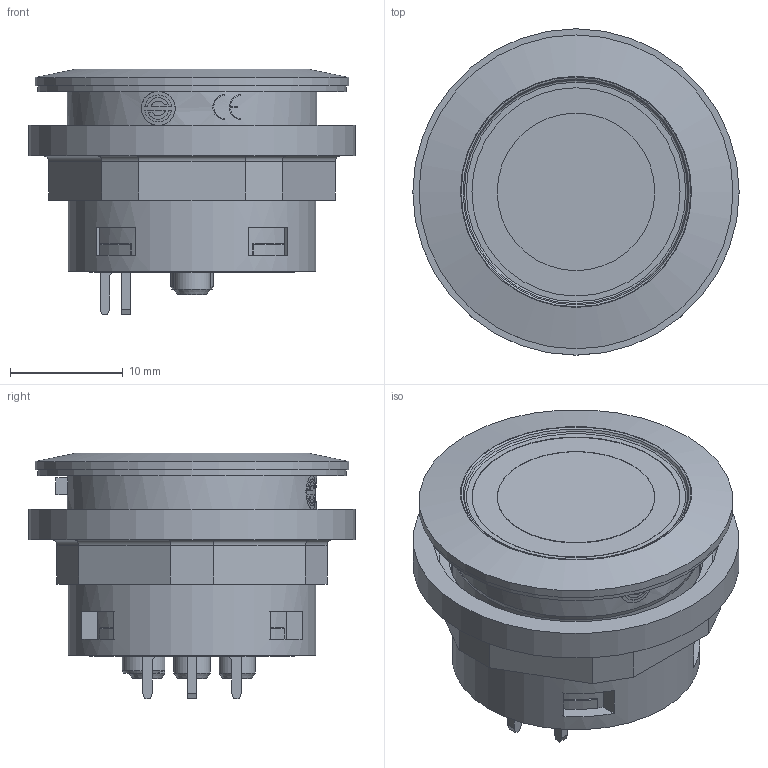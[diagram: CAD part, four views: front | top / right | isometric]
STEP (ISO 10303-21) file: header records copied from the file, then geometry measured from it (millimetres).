
FILE_DESCRIPTION(/* description */ (''),/* implementation_level */ '2;1');
FILE_NAME(/* name */ 'SK_GN_GB.stp',/* time_stamp */ '2015-11-09T14:47:24+01:00',/* author */ ('mharscher'),/* organization */ (''),/* preprocessor_version */ 'ST-DEVELOPER v15.2',/* originating_system */ 'Autodesk Inventor 2014',/* authorisation */ '');
FILE_SCHEMA (('CONFIG_CONTROL_DESIGN'));
Length unit declared in the file: millimetre
Products named in the file (1): SK_GN_GB
Bounding box: 29 x 29 x 21.85 mm (x, y, z)
Volume: 8002.5 mm3; surface area: 3719 mm2
Topology: 1 solids, 1 shells, 186 faces, 452 edges, 293 vertices
Faces by surface type: plane 118, cylinder 51, cone 12, torus 5
Full cylindrical faces by diameter (mm): 3 x1, 3.2 x2, 3.8 x1, 14 x1, 18.5 x1, 22 x2, 22.2 x1, 22.6 x1, 25.35 x1, 27.4 x1, 27.9 x1, 29 x1
Entity records: 5664 total; most frequent: CARTESIAN_POINT 1446, DIRECTION 856, ORIENTED_EDGE 826, EDGE_CURVE 413, AXIS2_PLACEMENT_3D 292, VERTEX_POINT 281, LINE 272, VECTOR 272
